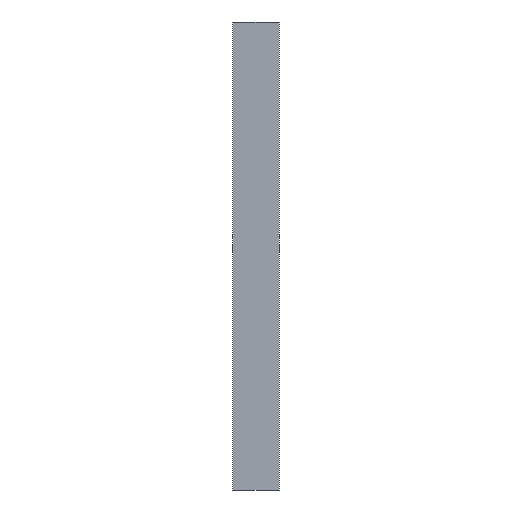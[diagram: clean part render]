
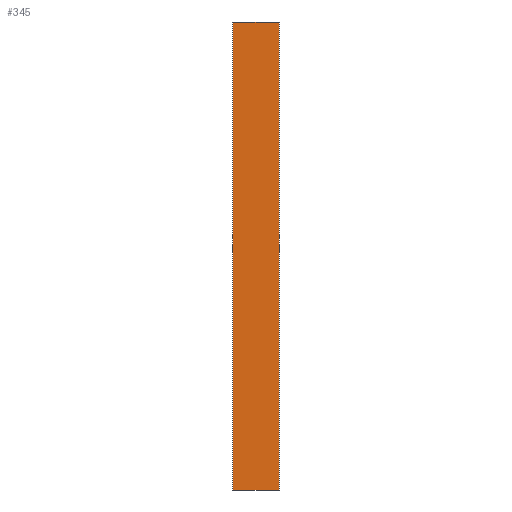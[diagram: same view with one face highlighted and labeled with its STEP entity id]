
A CAD part, front view. The second image highlights one B-rep face of the part: STEP entity #345.
In plain terms, the highlighted planar face has unit normal (0, -1, 0).
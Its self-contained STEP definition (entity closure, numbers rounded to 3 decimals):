
#60 = CARTESIAN_POINT ( 'NONE',  ( 44.8, 5.698, 250. ) ) ;
#125 = LINE ( 'NONE', #1303, #1746 ) ;
#207 = EDGE_CURVE ( 'NONE', #710, #1444, #1193, .T. ) ;
#212 = VERTEX_POINT ( 'NONE', #60 ) ;
#297 = EDGE_CURVE ( 'NONE', #1465, #212, #125, .T. ) ;
#325 = CARTESIAN_POINT ( 'NONE',  ( -5.2, 5.698, 0. ) ) ;
#337 = DIRECTION ( 'NONE',  ( 0., 0., -1. ) ) ;
#345 = ADVANCED_FACE ( 'NONE', ( #699 ), #980, .T. ) ;
#442 = CARTESIAN_POINT ( 'NONE',  ( -5.2, 5.698, 250. ) ) ;
#449 = VECTOR ( 'NONE', #1591, 1000. ) ;
#511 = CARTESIAN_POINT ( 'NONE',  ( 44.8, 5.698, 0. ) ) ;
#574 = ORIENTED_EDGE ( 'NONE', *, *, #207, .T. ) ;
#583 = CARTESIAN_POINT ( 'NONE',  ( 44.8, 5.698, -250. ) ) ;
#598 = EDGE_LOOP ( 'NONE', ( #1585, #1545, #574, #1729 ) ) ;
#698 = DIRECTION ( 'NONE',  ( 0., -1., 0. ) ) ;
#699 = FACE_OUTER_BOUND ( 'NONE', #598, .T. ) ;
#710 = VERTEX_POINT ( 'NONE', #898 ) ;
#751 = DIRECTION ( 'NONE',  ( 0., 0., -1. ) ) ;
#769 = EDGE_CURVE ( 'NONE', #212, #1444, #1640, .T. ) ;
#895 = CARTESIAN_POINT ( 'NONE',  ( 0., 5.698, -250. ) ) ;
#898 = CARTESIAN_POINT ( 'NONE',  ( -5.2, 5.698, -250. ) ) ;
#980 = PLANE ( 'NONE',  #1773 ) ;
#1089 = VECTOR ( 'NONE', #337, 1000. ) ;
#1193 = LINE ( 'NONE', #895, #449 ) ;
#1256 = EDGE_CURVE ( 'NONE', #1465, #710, #1477, .T. ) ;
#1303 = CARTESIAN_POINT ( 'NONE',  ( 0., 5.698, 250. ) ) ;
#1310 = DIRECTION ( 'NONE',  ( 1., 0., 0. ) ) ;
#1397 = CARTESIAN_POINT ( 'NONE',  ( 39.8, 5.698, 0. ) ) ;
#1410 = VECTOR ( 'NONE', #751, 1000. ) ;
#1444 = VERTEX_POINT ( 'NONE', #583 ) ;
#1465 = VERTEX_POINT ( 'NONE', #442 ) ;
#1475 = DIRECTION ( 'NONE',  ( 0., 0., -1. ) ) ;
#1477 = LINE ( 'NONE', #325, #1089 ) ;
#1545 = ORIENTED_EDGE ( 'NONE', *, *, #1256, .T. ) ;
#1585 = ORIENTED_EDGE ( 'NONE', *, *, #297, .F. ) ;
#1591 = DIRECTION ( 'NONE',  ( 1., 0., 0. ) ) ;
#1640 = LINE ( 'NONE', #511, #1410 ) ;
#1729 = ORIENTED_EDGE ( 'NONE', *, *, #769, .F. ) ;
#1746 = VECTOR ( 'NONE', #1310, 1000. ) ;
#1773 = AXIS2_PLACEMENT_3D ( 'NONE', #1397, #698, #1475 ) ;
